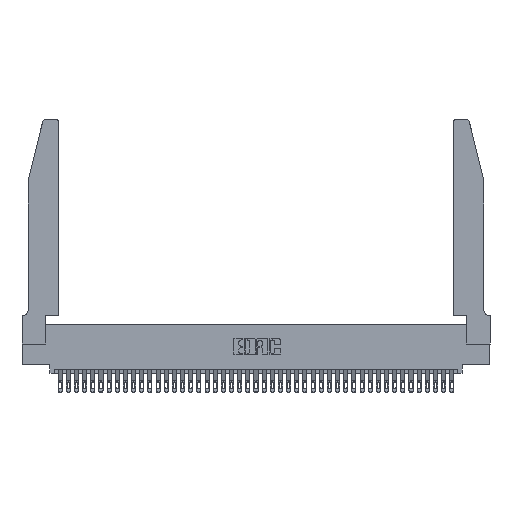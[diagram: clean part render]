
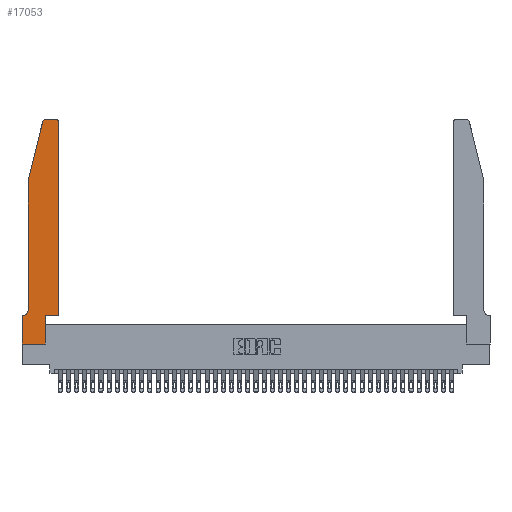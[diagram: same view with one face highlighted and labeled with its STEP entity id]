
A CAD part, top view. The second image highlights one B-rep face of the part: STEP entity #17053.
In plain terms, the highlighted planar face has unit normal (0, 0, 1).
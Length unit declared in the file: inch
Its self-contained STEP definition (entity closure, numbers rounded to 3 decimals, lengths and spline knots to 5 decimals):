
#301 = VERTEX_POINT ( 'NONE', #37233 ) ;
#438 = ORIENTED_EDGE ( 'NONE', *, *, #28902, .T. ) ;
#514 = VERTEX_POINT ( 'NONE', #8709 ) ;
#727 = DIRECTION ( 'NONE',  ( 1., 0., 0. ) ) ;
#1203 = CARTESIAN_POINT ( 'NONE',  ( 0.0055, 0.35, 0.37 ) ) ;
#1759 = CARTESIAN_POINT ( 'NONE',  ( 0.2865, 0.35, 0.37 ) ) ;
#2128 = EDGE_CURVE ( 'NONE', #514, #19436, #38539, .T. ) ;
#2838 = DIRECTION ( 'NONE',  ( 1., 0., 0. ) ) ;
#2994 = ORIENTED_EDGE ( 'NONE', *, *, #8323, .T. ) ;
#3169 = DIRECTION ( 'NONE',  ( 0., -1., 0. ) ) ;
#3585 = CARTESIAN_POINT ( 'NONE',  ( 0., 0.35, 0.37 ) ) ;
#4129 = CARTESIAN_POINT ( 'NONE',  ( 0.0755, 2., 0.37 ) ) ;
#4414 = CARTESIAN_POINT ( 'NONE',  ( 0., 0., 0.37 ) ) ;
#7310 = VECTOR ( 'NONE', #3169, 39.37008 ) ;
#7445 = VERTEX_POINT ( 'NONE', #36439 ) ;
#8013 = VECTOR ( 'NONE', #33582, 39.37008 ) ;
#8323 = EDGE_CURVE ( 'NONE', #21532, #35734, #40920, .T. ) ;
#8709 = CARTESIAN_POINT ( 'NONE',  ( 0.4205, 2.75, 0.37 ) ) ;
#8853 = VERTEX_POINT ( 'NONE', #33776 ) ;
#9596 = DIRECTION ( 'NONE',  ( 0., 0., -1. ) ) ;
#10509 = ORIENTED_EDGE ( 'NONE', *, *, #13039, .T. ) ;
#10579 = EDGE_CURVE ( 'NONE', #29986, #42384, #27517, .T. ) ;
#10694 = CARTESIAN_POINT ( 'NONE',  ( 0.4505, 0.35, 0.37 ) ) ;
#12671 = AXIS2_PLACEMENT_3D ( 'NONE', #15807, #38553, #19090 ) ;
#13039 = EDGE_CURVE ( 'NONE', #42384, #23447, #13245, .T. ) ;
#13245 = LINE ( 'NONE', #29280, #38210 ) ;
#14226 = VERTEX_POINT ( 'NONE', #16254 ) ;
#14896 = DIRECTION ( 'NONE',  ( -0.239, -0.971, 0. ) ) ;
#15415 = EDGE_LOOP ( 'NONE', ( #32993, #26379, #2994, #22843, #24896, #10509, #22372, #16767, #27452, #21874, #23914, #438 ) ) ;
#15807 = CARTESIAN_POINT ( 'NONE',  ( 0.284, 2.72, 0.37 ) ) ;
#16177 = VECTOR ( 'NONE', #21095, 39.37008 ) ;
#16254 = CARTESIAN_POINT ( 'NONE',  ( 0.4505, 0.35, 0.37 ) ) ;
#16305 = LINE ( 'NONE', #41222, #34644 ) ;
#16575 = EDGE_CURVE ( 'NONE', #23447, #301, #25741, .T. ) ;
#16767 = ORIENTED_EDGE ( 'NONE', *, *, #35784, .T. ) ;
#17053 = ADVANCED_FACE ( 'NONE', ( #17060 ), #19547, .T. ) ;
#17060 = FACE_OUTER_BOUND ( 'NONE', #15415, .T. ) ;
#17207 = LINE ( 'NONE', #4414, #16177 ) ;
#17490 = CIRCLE ( 'NONE', #30729, 0.03 ) ;
#18483 = DIRECTION ( 'NONE',  ( 0., 1., 0. ) ) ;
#19090 = DIRECTION ( 'NONE',  ( 1., 0., 0. ) ) ;
#19436 = VERTEX_POINT ( 'NONE', #42084 ) ;
#19547 = PLANE ( 'NONE',  #26971 ) ;
#20259 = CARTESIAN_POINT ( 'NONE',  ( 0.25487, 2.72718, 0.37 ) ) ;
#20598 = CARTESIAN_POINT ( 'NONE',  ( 0., 0., 0.37 ) ) ;
#20637 = LINE ( 'NONE', #37948, #29266 ) ;
#20796 = DIRECTION ( 'NONE',  ( 0., 0., 1. ) ) ;
#21095 = DIRECTION ( 'NONE',  ( 1., 0., 0. ) ) ;
#21322 = CARTESIAN_POINT ( 'NONE',  ( 0.0755, 2., 0.37 ) ) ;
#21521 = DIRECTION ( 'NONE',  ( -1., 0., 0. ) ) ;
#21532 = VERTEX_POINT ( 'NONE', #20259 ) ;
#21751 = DIRECTION ( 'NONE',  ( 0., 1., 0. ) ) ;
#21874 = ORIENTED_EDGE ( 'NONE', *, *, #24129, .T. ) ;
#22372 = ORIENTED_EDGE ( 'NONE', *, *, #16575, .T. ) ;
#22557 = CARTESIAN_POINT ( 'NONE',  ( 0.0755, 0.42, 0.37 ) ) ;
#22627 = VECTOR ( 'NONE', #14896, 39.37008 ) ;
#22822 = DIRECTION ( 'NONE',  ( 0., 0., 1. ) ) ;
#22843 = ORIENTED_EDGE ( 'NONE', *, *, #34875, .T. ) ;
#23447 = VERTEX_POINT ( 'NONE', #3585 ) ;
#23914 = ORIENTED_EDGE ( 'NONE', *, *, #30690, .T. ) ;
#24129 = EDGE_CURVE ( 'NONE', #40684, #14226, #34245, .T. ) ;
#24896 = ORIENTED_EDGE ( 'NONE', *, *, #10579, .T. ) ;
#25741 = LINE ( 'NONE', #20598, #34396 ) ;
#26379 = ORIENTED_EDGE ( 'NONE', *, *, #42616, .T. ) ;
#26971 = AXIS2_PLACEMENT_3D ( 'NONE', #42318, #22822, #2838 ) ;
#27164 = EDGE_CURVE ( 'NONE', #7445, #40684, #20637, .T. ) ;
#27452 = ORIENTED_EDGE ( 'NONE', *, *, #27164, .T. ) ;
#27517 = CIRCLE ( 'NONE', #35818, 0.07 ) ;
#28902 = EDGE_CURVE ( 'NONE', #8853, #514, #17490, .T. ) ;
#29219 = CARTESIAN_POINT ( 'NONE',  ( 0.0055, 0.42, 0.37 ) ) ;
#29266 = VECTOR ( 'NONE', #18483, 39.37008 ) ;
#29280 = CARTESIAN_POINT ( 'NONE',  ( 0.0755, 0.35, 0.37 ) ) ;
#29901 = VECTOR ( 'NONE', #21521, 39.37008 ) ;
#29986 = VERTEX_POINT ( 'NONE', #22557 ) ;
#30690 = EDGE_CURVE ( 'NONE', #14226, #8853, #16305, .T. ) ;
#30729 = AXIS2_PLACEMENT_3D ( 'NONE', #40247, #20796, #727 ) ;
#32509 = DIRECTION ( 'NONE',  ( -1., 0., 0. ) ) ;
#32568 = DIRECTION ( 'NONE',  ( -1., 0., 0. ) ) ;
#32993 = ORIENTED_EDGE ( 'NONE', *, *, #2128, .T. ) ;
#33572 = LINE ( 'NONE', #39313, #7310 ) ;
#33582 = DIRECTION ( 'NONE',  ( 1., 0., 0. ) ) ;
#33776 = CARTESIAN_POINT ( 'NONE',  ( 0.4505, 2.72, 0.37 ) ) ;
#34245 = LINE ( 'NONE', #10694, #8013 ) ;
#34396 = VECTOR ( 'NONE', #36797, 39.37008 ) ;
#34644 = VECTOR ( 'NONE', #21751, 39.37008 ) ;
#34875 = EDGE_CURVE ( 'NONE', #35734, #29986, #33572, .T. ) ;
#35734 = VERTEX_POINT ( 'NONE', #4129 ) ;
#35784 = EDGE_CURVE ( 'NONE', #301, #7445, #17207, .T. ) ;
#35818 = AXIS2_PLACEMENT_3D ( 'NONE', #29219, #9596, #32509 ) ;
#36236 = CARTESIAN_POINT ( 'NONE',  ( 0.2605, 2.75, 0.37 ) ) ;
#36439 = CARTESIAN_POINT ( 'NONE',  ( 0.2865, 0., 0.37 ) ) ;
#36797 = DIRECTION ( 'NONE',  ( 0., -1., 0. ) ) ;
#37233 = CARTESIAN_POINT ( 'NONE',  ( 0., 0., 0.37 ) ) ;
#37948 = CARTESIAN_POINT ( 'NONE',  ( 0.2865, 0.35, 0.37 ) ) ;
#38210 = VECTOR ( 'NONE', #32568, 39.37008 ) ;
#38539 = LINE ( 'NONE', #36236, #29901 ) ;
#38553 = DIRECTION ( 'NONE',  ( 0., 0., 1. ) ) ;
#39313 = CARTESIAN_POINT ( 'NONE',  ( 0.0755, 2., 0.37 ) ) ;
#39522 = CIRCLE ( 'NONE', #12671, 0.03 ) ;
#40247 = CARTESIAN_POINT ( 'NONE',  ( 0.4205, 2.72, 0.37 ) ) ;
#40684 = VERTEX_POINT ( 'NONE', #1759 ) ;
#40920 = LINE ( 'NONE', #21322, #22627 ) ;
#41222 = CARTESIAN_POINT ( 'NONE',  ( 0.4505, 0.35, 0.37 ) ) ;
#42084 = CARTESIAN_POINT ( 'NONE',  ( 0.284, 2.75, 0.37 ) ) ;
#42318 = CARTESIAN_POINT ( 'NONE',  ( 0., 0.35, 0.37 ) ) ;
#42384 = VERTEX_POINT ( 'NONE', #1203 ) ;
#42616 = EDGE_CURVE ( 'NONE', #19436, #21532, #39522, .T. ) ;
